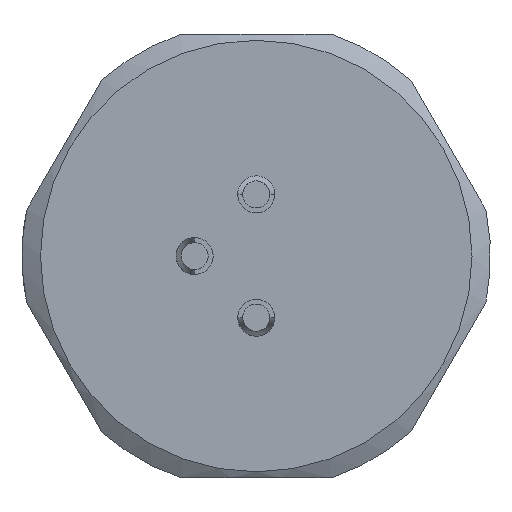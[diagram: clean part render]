
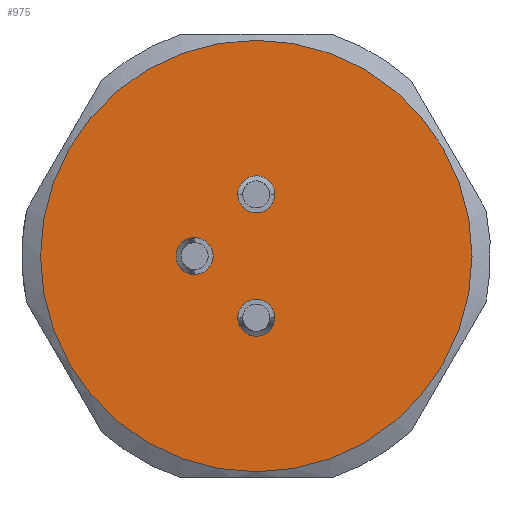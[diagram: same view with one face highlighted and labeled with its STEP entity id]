
A CAD part, front view. The second image highlights one B-rep face of the part: STEP entity #975.
In plain terms, the highlighted planar face has unit normal (0, -1, 0).
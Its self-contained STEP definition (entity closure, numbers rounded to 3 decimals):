
#326=FACE_BOUND('',#1484,.T.);
#327=FACE_BOUND('',#1485,.T.);
#328=FACE_BOUND('',#1486,.T.);
#329=FACE_BOUND('',#1487,.T.);
#975=ADVANCED_FACE('',(#326,#327,#328,#329),#1200,.T.);
#1200=PLANE('',#3919);
#1484=EDGE_LOOP('',(#1842));
#1485=EDGE_LOOP('',(#1843));
#1486=EDGE_LOOP('',(#1844));
#1487=EDGE_LOOP('',(#1845));
#1842=ORIENTED_EDGE('',*,*,#3244,.F.);
#1843=ORIENTED_EDGE('',*,*,#3243,.F.);
#1844=ORIENTED_EDGE('',*,*,#3242,.F.);
#1845=ORIENTED_EDGE('',*,*,#3245,.F.);
#2858=VERTEX_POINT('',#5411);
#2859=VERTEX_POINT('',#5414);
#2860=VERTEX_POINT('',#5417);
#2861=VERTEX_POINT('',#5420);
#3242=EDGE_CURVE('',#2858,#2858,#3747,.T.);
#3243=EDGE_CURVE('',#2859,#2859,#3748,.T.);
#3244=EDGE_CURVE('',#2860,#2860,#3749,.T.);
#3245=EDGE_CURVE('',#2861,#2861,#3750,.T.);
#3747=CIRCLE('',#3912,0.75);
#3748=CIRCLE('',#3914,0.75);
#3749=CIRCLE('',#3916,0.75);
#3750=CIRCLE('',#3918,8.75);
#3912=AXIS2_PLACEMENT_3D('',#5410,#4306,#4307);
#3914=AXIS2_PLACEMENT_3D('',#5413,#4310,#4311);
#3916=AXIS2_PLACEMENT_3D('',#5416,#4314,#4315);
#3918=AXIS2_PLACEMENT_3D('',#5419,#4318,#4319);
#3919=AXIS2_PLACEMENT_3D('',#5421,#4320,#4321);
#4306=DIRECTION('',(0.,-1.,0.));
#4307=DIRECTION('',(0.,0.,-1.));
#4310=DIRECTION('',(0.,-1.,0.));
#4311=DIRECTION('',(0.,0.,-1.));
#4314=DIRECTION('',(0.,-1.,0.));
#4315=DIRECTION('',(0.,0.,-1.));
#4318=DIRECTION('',(0.,1.,0.));
#4319=DIRECTION('',(0.,0.,1.));
#4320=DIRECTION('',(0.,-1.,0.));
#4321=DIRECTION('',(0.,0.,-1.));
#5410=CARTESIAN_POINT('',(1.715,-8.167,-10.682));
#5411=CARTESIAN_POINT('',(1.715,-8.167,-11.432));
#5413=CARTESIAN_POINT('',(4.215,-8.167,-13.182));
#5414=CARTESIAN_POINT('',(4.215,-8.167,-13.932));
#5416=CARTESIAN_POINT('',(4.215,-8.167,-8.182));
#5417=CARTESIAN_POINT('',(4.215,-8.167,-8.932));
#5419=CARTESIAN_POINT('',(4.215,-8.167,-10.682));
#5420=CARTESIAN_POINT('',(4.215,-8.167,-1.932));
#5421=CARTESIAN_POINT('',(4.215,-8.167,-1.182));
